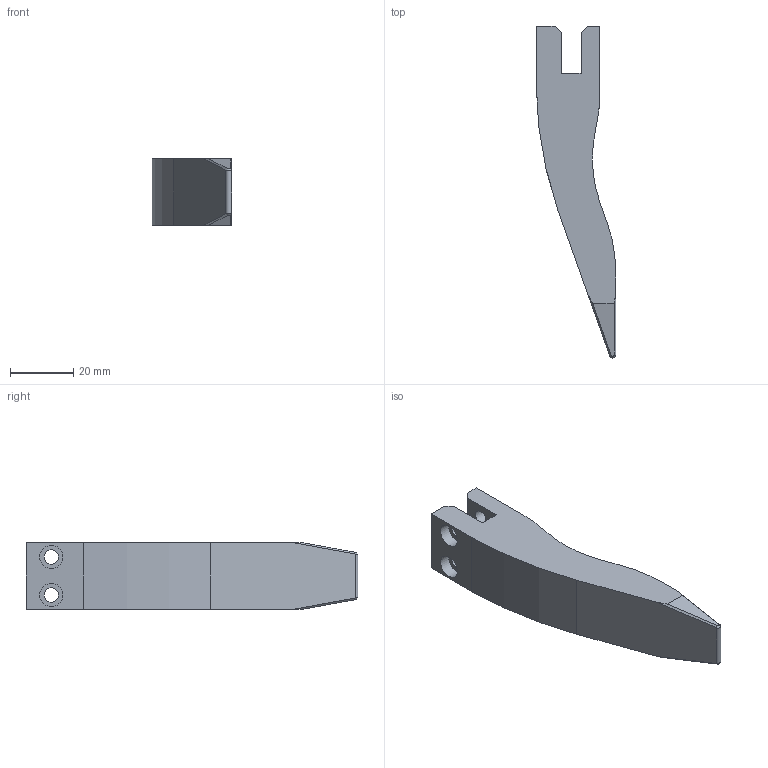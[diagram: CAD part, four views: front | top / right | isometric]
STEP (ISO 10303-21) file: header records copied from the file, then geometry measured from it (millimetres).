
FILE_DESCRIPTION(/* description */ ('FreeCAD Model'),/* implementation_level */ '2;1');
FILE_NAME(/* name */ 'franka_gripper_finger.stp',/* time_stamp */ '2019-11-20T07:41:08+01:00',/* author */ ('NILY'),/* organization */ (''),/* preprocessor_version */ 'ST-DEVELOPER v18',/* originating_system */ 'Autodesk Inventor 2020',/* authorisation */ 'Unknown');
FILE_SCHEMA (('AUTOMOTIVE_DESIGN { 1 0 10303 214 3 1 1 }'));
Length unit declared in the file: millimetre
Products named in the file (1): franka_gripper_finger
Bounding box: 25.2 x 105.19 x 21 mm (x, y, z)
Volume: 28228.5 mm3; surface area: 8510.3 mm2
Topology: 1 solids, 1 shells, 38 faces, 110 edges, 76 vertices
Faces by surface type: plane 24, cylinder 12, bspline 2
Full cylindrical faces by diameter (mm): 4.6 x4, 7.4 x2
Entity records: 1426 total; most frequent: CARTESIAN_POINT 327, ORIENTED_EDGE 220, DIRECTION 214, EDGE_CURVE 110, VERTEX_POINT 76, LINE 72, VECTOR 72, AXIS2_PLACEMENT_3D 71
